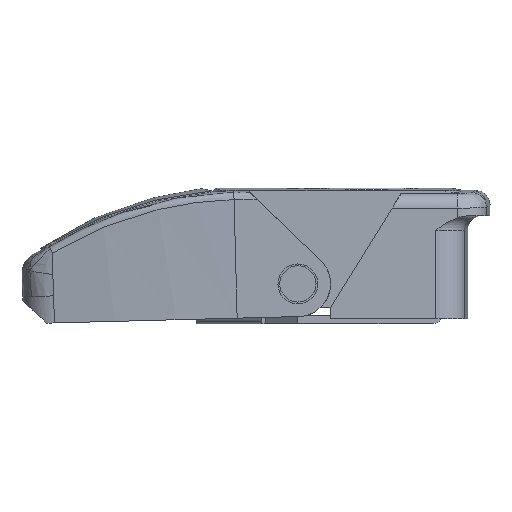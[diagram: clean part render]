
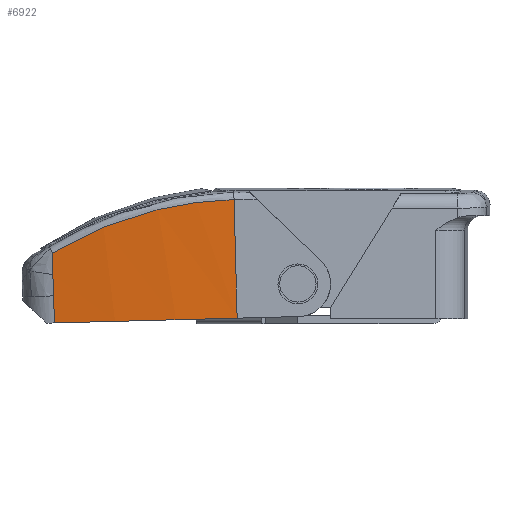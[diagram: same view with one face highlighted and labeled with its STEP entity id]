
A CAD part, front view. The second image highlights one B-rep face of the part: STEP entity #6922.
In plain terms, the highlighted cylindrical face has radius 175.3 mm (diameter 350.6 mm), a partial arc.
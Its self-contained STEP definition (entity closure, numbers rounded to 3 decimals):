
#243=B_SPLINE_CURVE_WITH_KNOTS('',3,(#10783,#10784,#10785,#10786,#10787,
#10788,#10789,#10790,#10791,#10792,#10793),.UNSPECIFIED.,.F.,.F.,(4,2,2,
2,1,4),(0.5,0.75,0.875,0.938,0.969,1.),.UNSPECIFIED.);
#245=B_SPLINE_CURVE_WITH_KNOTS('',3,(#10840,#10841,#10842,#10843,#10844,
#10845,#10846,#10847,#10848,#10849),.UNSPECIFIED.,.F.,.F.,(4,3,3,4),(0.,
0.167,0.333,0.5),.UNSPECIFIED.);
#277=B_SPLINE_CURVE_WITH_KNOTS('',3,(#11922,#11923,#11924,#11925,#11926,
#11927,#11928,#11929,#11930,#11931),.UNSPECIFIED.,.F.,.F.,(4,3,3,4),(0.459,
1.208,1.958,3.082),.UNSPECIFIED.);
#811=FACE_OUTER_BOUND('',#1250,.T.);
#1250=EDGE_LOOP('',(#5118,#5119,#5120,#5121,#5122,#5123));
#1735=LINE('',#11887,#2259);
#1747=LINE('',#12038,#2271);
#2259=VECTOR('',#8293,3.727);
#2271=VECTOR('',#8341,16.36);
#2759=CIRCLE('',#7388,175.3);
#3051=VERTEX_POINT('',#10775);
#3052=VERTEX_POINT('',#10782);
#3054=VERTEX_POINT('',#10838);
#3102=VERTEX_POINT('',#11885);
#3104=VERTEX_POINT('',#11921);
#3115=VERTEX_POINT('',#12036);
#3781=EDGE_CURVE('',#3051,#3052,#243,.T.);
#3785=EDGE_CURVE('',#3054,#3051,#245,.T.);
#3853=EDGE_CURVE('',#3102,#3054,#1735,.T.);
#3856=EDGE_CURVE('',#3052,#3104,#277,.T.);
#3877=EDGE_CURVE('',#3115,#3102,#2759,.T.);
#3878=EDGE_CURVE('',#3104,#3115,#1747,.T.);
#5118=ORIENTED_EDGE('',*,*,#3853,.F.);
#5119=ORIENTED_EDGE('',*,*,#3877,.F.);
#5120=ORIENTED_EDGE('',*,*,#3878,.F.);
#5121=ORIENTED_EDGE('',*,*,#3856,.F.);
#5122=ORIENTED_EDGE('',*,*,#3781,.F.);
#5123=ORIENTED_EDGE('',*,*,#3785,.F.);
#6733=CYLINDRICAL_SURFACE('',#7387,175.3);
#6922=ADVANCED_FACE('',(#811),#6733,.T.);
#7387=AXIS2_PLACEMENT_3D('',#12035,#8337,#8338);
#7388=AXIS2_PLACEMENT_3D('',#12037,#8339,#8340);
#8293=DIRECTION('',(0.,1.,0.));
#8337=DIRECTION('center_axis',(0.,1.,0.));
#8338=DIRECTION('ref_axis',(0.168,0.,-0.986));
#8339=DIRECTION('center_axis',(0.,-1.,0.));
#8340=DIRECTION('ref_axis',(0.168,0.,-0.986));
#8341=DIRECTION('',(0.,-1.,0.));
#10775=CARTESIAN_POINT('',(-33.756,2.207,11.671));
#10782=CARTESIAN_POINT('',(-33.719,5.144,11.676));
#10783=CARTESIAN_POINT('Ctrl Pts',(-33.756,2.207,11.671));
#10784=CARTESIAN_POINT('Ctrl Pts',(-33.762,2.936,11.67));
#10785=CARTESIAN_POINT('Ctrl Pts',(-33.765,3.663,11.67));
#10786=CARTESIAN_POINT('Ctrl Pts',(-33.758,4.486,11.671));
#10787=CARTESIAN_POINT('Ctrl Pts',(-33.754,4.716,11.671));
#10788=CARTESIAN_POINT('Ctrl Pts',(-33.744,4.96,11.673));
#10789=CARTESIAN_POINT('Ctrl Pts',(-33.74,5.024,11.673));
#10790=CARTESIAN_POINT('Ctrl Pts',(-33.733,5.092,11.674));
#10791=CARTESIAN_POINT('Ctrl Pts',(-33.728,5.128,11.675));
#10792=CARTESIAN_POINT('Ctrl Pts',(-33.722,5.142,11.676));
#10793=CARTESIAN_POINT('Ctrl Pts',(-33.719,5.144,11.676));
#10838=CARTESIAN_POINT('',(-33.719,-0.773,11.676));
#10840=CARTESIAN_POINT('Ctrl Pts',(-33.719,-0.773,
11.676));
#10841=CARTESIAN_POINT('Ctrl Pts',(-33.719,-0.754,
11.676));
#10842=CARTESIAN_POINT('Ctrl Pts',(-33.722,-0.579,
11.676));
#10843=CARTESIAN_POINT('Ctrl Pts',(-33.726,-0.299,
11.675));
#10844=CARTESIAN_POINT('Ctrl Pts',(-33.73,-0.02,
11.675));
#10845=CARTESIAN_POINT('Ctrl Pts',(-33.735,0.364,
11.674));
#10846=CARTESIAN_POINT('Ctrl Pts',(-33.741,0.799,
11.673));
#10847=CARTESIAN_POINT('Ctrl Pts',(-33.746,1.234,11.673));
#10848=CARTESIAN_POINT('Ctrl Pts',(-33.752,1.721,11.672));
#10849=CARTESIAN_POINT('Ctrl Pts',(-33.756,2.207,11.671));
#11885=CARTESIAN_POINT('',(-33.719,-4.5,11.676));
#11887=CARTESIAN_POINT('',(-33.719,13.5,11.676));
#11921=CARTESIAN_POINT('',(-8.5,11.86,13.5));
#11922=CARTESIAN_POINT('Ctrl Pts',(-33.719,5.144,11.676));
#11923=CARTESIAN_POINT('Ctrl Pts',(-31.552,6.393,11.992));
#11924=CARTESIAN_POINT('Ctrl Pts',(-29.28,7.481,12.28));
#11925=CARTESIAN_POINT('Ctrl Pts',(-26.945,8.394,12.527));
#11926=CARTESIAN_POINT('Ctrl Pts',(-24.609,9.306,12.774));
#11927=CARTESIAN_POINT('Ctrl Pts',(-22.21,10.044,12.98));
#11928=CARTESIAN_POINT('Ctrl Pts',(-19.756,10.6,13.138));
#11929=CARTESIAN_POINT('Ctrl Pts',(-16.074,11.434,13.375));
#11930=CARTESIAN_POINT('Ctrl Pts',(-12.268,11.86,13.5));
#11931=CARTESIAN_POINT('Ctrl Pts',(-8.5,11.86,13.5));
#12035=CARTESIAN_POINT('Origin',(-8.5,13.5,-161.8));
#12036=CARTESIAN_POINT('',(-8.5,-4.5,13.5));
#12037=CARTESIAN_POINT('Origin',(-8.5,-4.5,-161.8));
#12038=CARTESIAN_POINT('',(-8.5,13.5,13.5));
